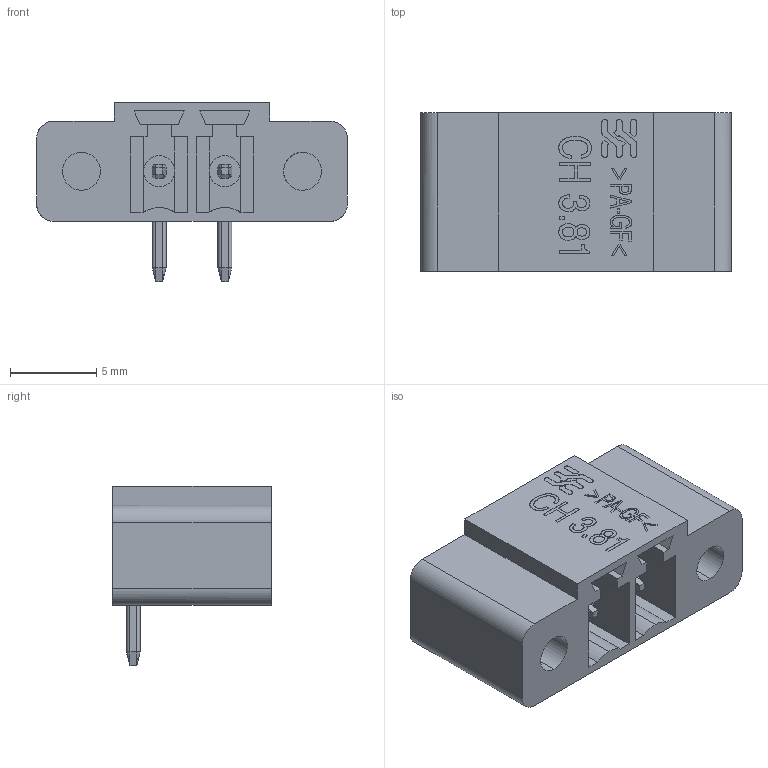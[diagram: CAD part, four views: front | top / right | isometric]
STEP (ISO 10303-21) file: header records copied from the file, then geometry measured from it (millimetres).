
FILE_DESCRIPTION(('CATIA V5 STEP Exchange','CAx-IF Rec.Pracs.--- Model Styling and Organization---1.4--- 2014-01-23'),'2;1');
FILE_NAME ('D1564493_1_2643040000_2643040000.stp','2023-06-23T10:20:53+00:00',('none'),('Weidmueller'),'CATIA Version 5-6 Release 2016 SP3 HF44','CATIA V5 STEP AP214','none');
FILE_SCHEMA(('AUTOMOTIVE_DESIGN { 1 0 10303 214 1 1 1 1 }'));
Length unit declared in the file: millimetre
Products named in the file (1): 2643040000
Bounding box: 18.01 x 9.2 x 10.4 mm (x, y, z)
Volume: 704.5 mm3; surface area: 1272.6 mm2
Topology: 1 solids, 1 shells, 977 faces, 2780 edges, 1820 vertices
Faces by surface type: plane 891, cylinder 42, bspline 28, cone 16
Entity records: 32634 total; most frequent: CARTESIAN_POINT 6622, ORIENTED_EDGE 5528, DIRECTION 4552, EDGE_CURVE 2764, VECTOR 2592, LINE 2592, VERTEX_POINT 1820, AXIS2_PLACEMENT_3D 1012
